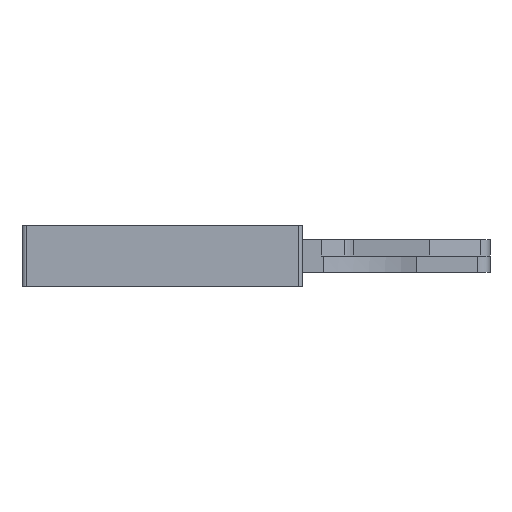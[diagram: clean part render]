
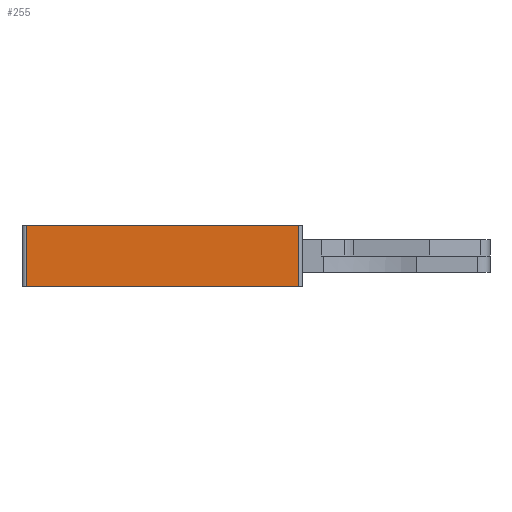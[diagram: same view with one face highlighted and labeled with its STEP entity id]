
A CAD part, left-side view. The second image highlights one B-rep face of the part: STEP entity #255.
In plain terms, the highlighted planar face has unit normal (-1, 0, 0).
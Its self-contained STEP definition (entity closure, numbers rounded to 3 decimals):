
#255=ADVANCED_FACE('',(#844),#591,.T.);
#591=PLANE('',#6882);
#844=FACE_OUTER_BOUND('',#1182,.T.);
#1182=EDGE_LOOP('',(#3176,#3177,#3178,#3179));
#1568=LINE('',#9466,#2324);
#1569=LINE('',#9468,#2325);
#1570=LINE('',#9470,#2326);
#1571=LINE('',#9472,#2327);
#2324=VECTOR('',#7563,1.);
#2325=VECTOR('',#7566,1.);
#2326=VECTOR('',#7567,1.);
#2327=VECTOR('',#7568,1.);
#3176=ORIENTED_EDGE('',*,*,#5709,.F.);
#3177=ORIENTED_EDGE('',*,*,#5708,.T.);
#3178=ORIENTED_EDGE('',*,*,#5710,.F.);
#3179=ORIENTED_EDGE('',*,*,#5711,.F.);
#5034=VERTEX_POINT('',#9463);
#5035=VERTEX_POINT('',#9465);
#5036=VERTEX_POINT('',#9469);
#5037=VERTEX_POINT('',#9471);
#5708=EDGE_CURVE('',#5034,#5035,#1568,.T.);
#5709=EDGE_CURVE('',#5034,#5036,#1569,.T.);
#5710=EDGE_CURVE('',#5037,#5035,#1570,.T.);
#5711=EDGE_CURVE('',#5036,#5037,#1571,.T.);
#6882=AXIS2_PLACEMENT_3D('',#9473,#7569,#7570);
#7563=DIRECTION('',(0.,0.,1.));
#7566=DIRECTION('',(0.,1.,0.));
#7567=DIRECTION('',(0.,-1.,0.));
#7568=DIRECTION('',(0.,0.,1.));
#7569=DIRECTION('',(-1.,0.,0.));
#7570=DIRECTION('',(0.,0.,-1.));
#9463=CARTESIAN_POINT('',(85.16,42.516,-2.));
#9465=CARTESIAN_POINT('',(85.16,42.516,1.));
#9466=CARTESIAN_POINT('',(85.16,42.516,-28.7));
#9468=CARTESIAN_POINT('',(85.16,55.916,-2.));
#9469=CARTESIAN_POINT('',(85.16,55.916,-2.));
#9470=CARTESIAN_POINT('',(85.16,55.916,1.));
#9471=CARTESIAN_POINT('',(85.16,55.916,1.));
#9472=CARTESIAN_POINT('',(85.16,55.916,-28.7));
#9473=CARTESIAN_POINT('',(85.16,55.916,-28.7));
